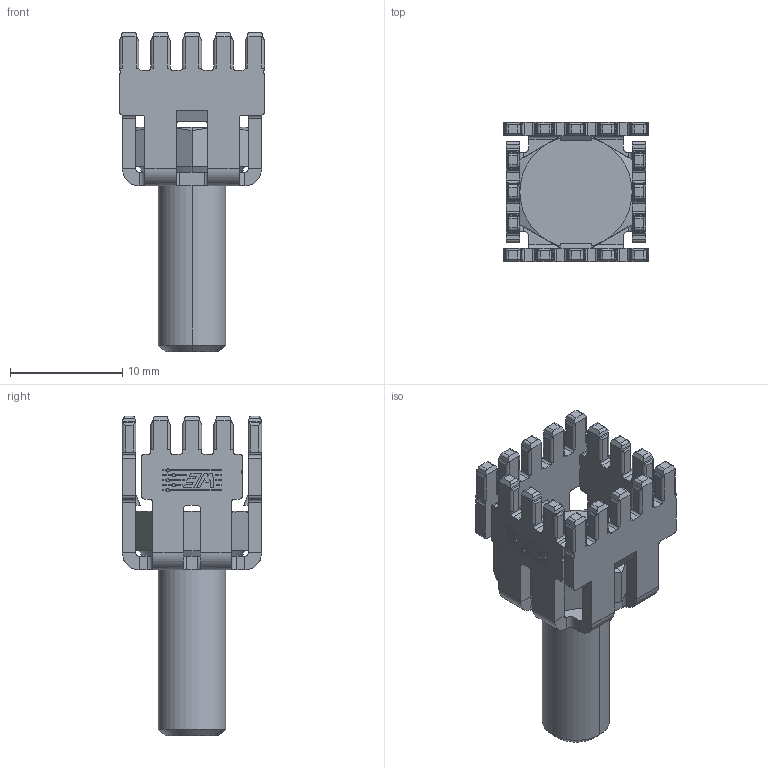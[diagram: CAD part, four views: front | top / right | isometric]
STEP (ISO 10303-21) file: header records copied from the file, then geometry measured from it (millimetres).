
FILE_DESCRIPTION (( 'STEP AP203' ), '1' );
FILE_NAME ('S98630-G01.STEP', '2021-09-10T08:55:29', ( '' ), ( '' ), 'SwSTEP 2.0', 'SolidWorks 2018', '' );
FILE_SCHEMA (( 'CONFIG_CONTROL_DESIGN' ));
Length unit declared in the file: millimetre
Products named in the file (3): S98630-G01; V00683_51551_M 6 x 16; K98630-F
Assembly tree (2 placements, depth 2):
  S98630-G01
    K98630-F
    V00683_51551_M 6 x 16
Bounding box: 12.92 x 12.4 x 28.5 mm (x, y, z)
Volume: 1337 mm3; surface area: 1892.7 mm2
Topology: 2 solids, 2 shells, 779 faces, 2170 edges, 1408 vertices
Faces by surface type: plane 468, cylinder 292, cone 13, bspline 4, torus 2
Entity records: 25362 total; most frequent: CARTESIAN_POINT 5930, ORIENTED_EDGE 4336, DIRECTION 3629, EDGE_CURVE 2168, LINE 1411, VECTOR 1411, VERTEX_POINT 1408, AXIS2_PLACEMENT_3D 1109
